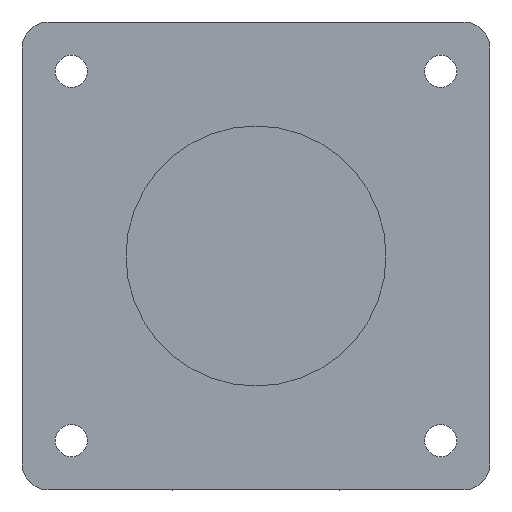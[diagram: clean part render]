
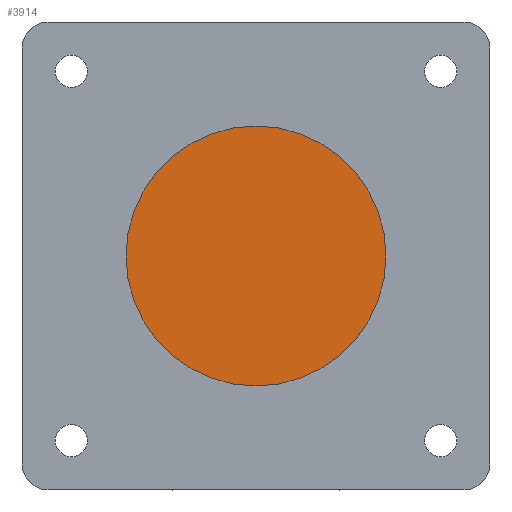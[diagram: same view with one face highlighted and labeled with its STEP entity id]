
A CAD part, front view. The second image highlights one B-rep face of the part: STEP entity #3914.
In plain terms, the highlighted planar face has unit normal (0, -1, 0).
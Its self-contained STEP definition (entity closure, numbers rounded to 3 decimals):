
#368 = PLANE ( 'NONE',  #9340 ) ;
#540 = CIRCLE ( 'NONE', #1111, 25. ) ;
#1111 = AXIS2_PLACEMENT_3D ( 'NONE', #4271, #13577, #5541 ) ;
#1555 = EDGE_LOOP ( 'NONE', ( #17066, #7941 ) ) ;
#2375 = CARTESIAN_POINT ( 'NONE',  ( 0., -38.5, -45. ) ) ;
#2784 = CIRCLE ( 'NONE', #13186, 25. ) ;
#3914 = ADVANCED_FACE ( 'NONE', ( #12618 ), #368, .T. ) ;
#4271 = CARTESIAN_POINT ( 'NONE',  ( 0., -38.5, -45. ) ) ;
#4880 = DIRECTION ( 'NONE',  ( 0., -1., 0. ) ) ;
#5541 = DIRECTION ( 'NONE',  ( 1., 0., 0. ) ) ;
#6750 = VERTEX_POINT ( 'NONE', #9984 ) ;
#7941 = ORIENTED_EDGE ( 'NONE', *, *, #11217, .T. ) ;
#9340 = AXIS2_PLACEMENT_3D ( 'NONE', #2375, #13527, #14151 ) ;
#9984 = CARTESIAN_POINT ( 'NONE',  ( 25., -38.5, -45. ) ) ;
#11217 = EDGE_CURVE ( 'NONE', #15256, #6750, #2784, .T. ) ;
#12618 = FACE_OUTER_BOUND ( 'NONE', #1555, .T. ) ;
#12880 = CARTESIAN_POINT ( 'NONE',  ( 0., -38.5, -45. ) ) ;
#13186 = AXIS2_PLACEMENT_3D ( 'NONE', #12880, #4880, #14234 ) ;
#13348 = EDGE_CURVE ( 'NONE', #6750, #15256, #540, .T. ) ;
#13527 = DIRECTION ( 'NONE',  ( 0., -1., 0. ) ) ;
#13577 = DIRECTION ( 'NONE',  ( 0., -1., 0. ) ) ;
#14151 = DIRECTION ( 'NONE',  ( 1., 0., 0. ) ) ;
#14234 = DIRECTION ( 'NONE',  ( 1., 0., 0. ) ) ;
#15042 = CARTESIAN_POINT ( 'NONE',  ( -25., -38.5, -45. ) ) ;
#15256 = VERTEX_POINT ( 'NONE', #15042 ) ;
#17066 = ORIENTED_EDGE ( 'NONE', *, *, #13348, .T. ) ;
